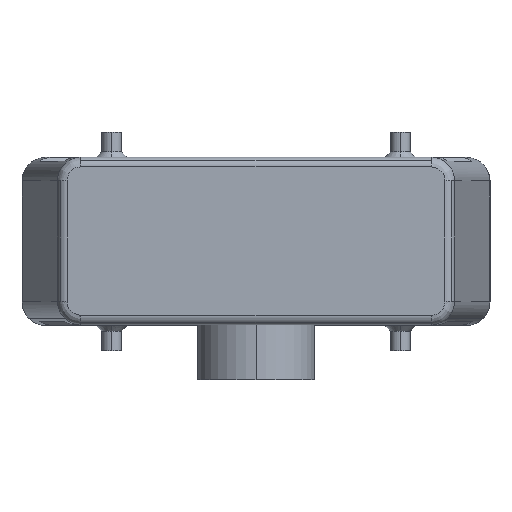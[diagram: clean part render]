
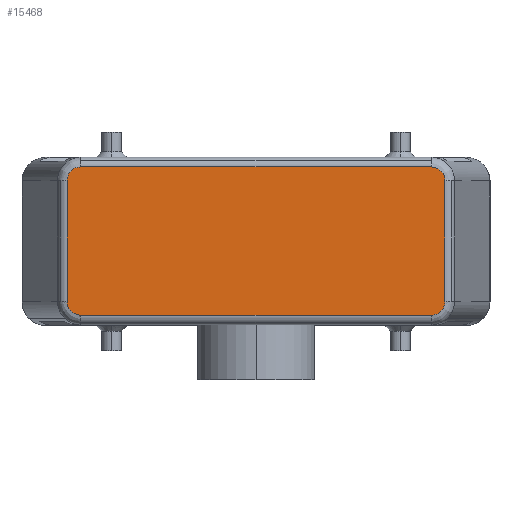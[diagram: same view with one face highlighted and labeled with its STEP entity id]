
A CAD part, top view. The second image highlights one B-rep face of the part: STEP entity #15468.
In plain terms, the highlighted planar face has unit normal (0, 0, 1).
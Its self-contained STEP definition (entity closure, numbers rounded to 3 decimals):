
#399=CARTESIAN_POINT('',(-48.459,-15.5,76.0));
#400=VERTEX_POINT('',#399);
#408=CARTESIAN_POINT('',(-48.459,15.5,76.0));
#409=VERTEX_POINT('',#408);
#410=CARTESIAN_POINT('',(-48.459,-15.5,76.0));
#411=DIRECTION('',(0.0,1.0,0.0));
#412=VECTOR('',#411,31.);
#413=LINE('',#410,#412);
#414=EDGE_CURVE('',#400,#409,#413,.T.);
#15301=CARTESIAN_POINT('',(44.887,19.0,76.0));
#15302=VERTEX_POINT('',#15301);
#15310=CARTESIAN_POINT('',(48.459,15.5,76.0));
#15311=VERTEX_POINT('',#15310);
#15312=CARTESIAN_POINT('',(44.887,15.5,76.0));
#15313=DIRECTION('',(0.0,0.0,-1.0));
#15314=DIRECTION('',(1.0,0.0,0.0));
#15315=AXIS2_PLACEMENT_3D('',#15312,#15313,#15314);
#15316=ELLIPSE('',#15315,3.572,3.5);
#15317=EDGE_CURVE('',#15302,#15311,#15316,.T.);
#15401=CARTESIAN_POINT('',(48.459,-15.5,76.0));
#15402=VERTEX_POINT('',#15401);
#15403=CARTESIAN_POINT('',(48.459,15.5,76.0));
#15404=DIRECTION('',(0.0,-1.0,0.0));
#15405=VECTOR('',#15404,31.);
#15406=LINE('',#15403,#15405);
#15407=EDGE_CURVE('',#15311,#15402,#15406,.T.);
#15419=CARTESIAN_POINT('',(50.5,0.0,76.0));
#15420=DIRECTION('',(0.0,0.0,1.0));
#15421=DIRECTION('',(1.0,0.0,0.0));
#15422=AXIS2_PLACEMENT_3D('',#15419,#15420,#15421);
#15423=PLANE('',#15422);
#15424=ORIENTED_EDGE('',*,*,#15317,.F.);
#15425=CARTESIAN_POINT('',(-44.887,19.0,76.0));
#15426=VERTEX_POINT('',#15425);
#15427=CARTESIAN_POINT('',(-44.887,19.0,76.0));
#15428=DIRECTION('',(1.0,0.0,0.0));
#15429=VECTOR('',#15428,89.774);
#15430=LINE('',#15427,#15429);
#15431=EDGE_CURVE('',#15426,#15302,#15430,.T.);
#15432=ORIENTED_EDGE('',*,*,#15431,.F.);
#15433=CARTESIAN_POINT('',(-44.887,15.5,76.0));
#15434=DIRECTION('',(0.0,0.0,-1.0));
#15435=DIRECTION('',(-1.0,0.0,0.0));
#15436=AXIS2_PLACEMENT_3D('',#15433,#15434,#15435);
#15437=ELLIPSE('',#15436,3.572,3.5);
#15438=EDGE_CURVE('',#409,#15426,#15437,.T.);
#15439=ORIENTED_EDGE('',*,*,#15438,.F.);
#15440=ORIENTED_EDGE('',*,*,#414,.F.);
#15441=CARTESIAN_POINT('',(-44.887,-19.0,76.0));
#15442=VERTEX_POINT('',#15441);
#15443=CARTESIAN_POINT('',(-44.887,-15.5,76.0));
#15444=DIRECTION('',(0.0,0.0,-1.0));
#15445=DIRECTION('',(-1.0,0.0,0.0));
#15446=AXIS2_PLACEMENT_3D('',#15443,#15444,#15445);
#15447=ELLIPSE('',#15446,3.572,3.5);
#15448=EDGE_CURVE('',#15442,#400,#15447,.T.);
#15449=ORIENTED_EDGE('',*,*,#15448,.F.);
#15450=CARTESIAN_POINT('',(44.887,-19.0,76.0));
#15451=VERTEX_POINT('',#15450);
#15452=CARTESIAN_POINT('',(44.887,-19.0,76.0));
#15453=DIRECTION('',(-1.0,0.0,0.0));
#15454=VECTOR('',#15453,89.774);
#15455=LINE('',#15452,#15454);
#15456=EDGE_CURVE('',#15451,#15442,#15455,.T.);
#15457=ORIENTED_EDGE('',*,*,#15456,.F.);
#15458=CARTESIAN_POINT('',(44.887,-15.5,76.0));
#15459=DIRECTION('',(0.0,0.0,-1.0));
#15460=DIRECTION('',(1.0,0.0,0.0));
#15461=AXIS2_PLACEMENT_3D('',#15458,#15459,#15460);
#15462=ELLIPSE('',#15461,3.572,3.5);
#15463=EDGE_CURVE('',#15402,#15451,#15462,.T.);
#15464=ORIENTED_EDGE('',*,*,#15463,.F.);
#15465=ORIENTED_EDGE('',*,*,#15407,.F.);
#15466=EDGE_LOOP('',(#15424,#15432,#15439,#15440,#15449,#15457,#15464,#15465));
#15467=FACE_OUTER_BOUND('',#15466,.T.);
#15468=ADVANCED_FACE('',(#15467),#15423,.T.);
